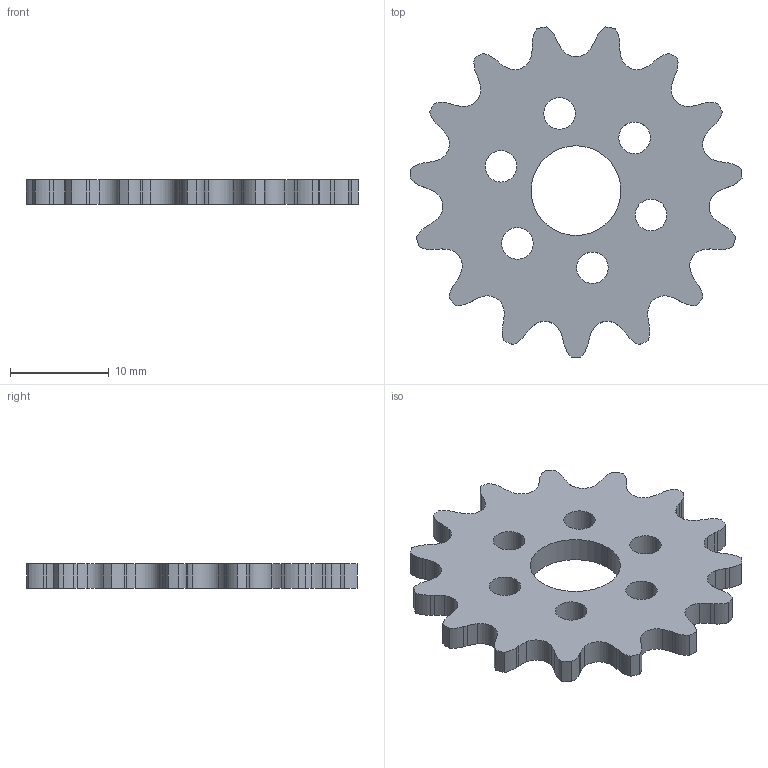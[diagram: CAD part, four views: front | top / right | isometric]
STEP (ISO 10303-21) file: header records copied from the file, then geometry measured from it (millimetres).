
FILE_DESCRIPTION (( 'STEP AP214' ), '1' );
FILE_NAME ('REV-41-1717-1 Sprocket, #25, 15T.STEP', '2019-07-29T17:28:25', ( '' ), ( '' ), 'SwSTEP 2.0', 'SolidWorks 2018', '' );
FILE_SCHEMA (( 'AUTOMOTIVE_DESIGN' ));
Length unit declared in the file: inch
Products named in the file (1): REV-41-1717-1 Sprocket, #25, 15T
Bounding box: 33.66 x 33.48 x 2.5 mm (x, y, z)
Volume: 1499.4 mm3; surface area: 1795.3 mm2
Topology: 1 solids, 1 shells, 143 faces, 423 edges, 282 vertices
Faces by surface type: cylinder 111, plane 32
Entity records: 4967 total; most frequent: DIRECTION 933, CARTESIAN_POINT 849, ORIENTED_EDGE 846, EDGE_CURVE 423, AXIS2_PLACEMENT_3D 366, VERTEX_POINT 282, CIRCLE 222, VECTOR 201
